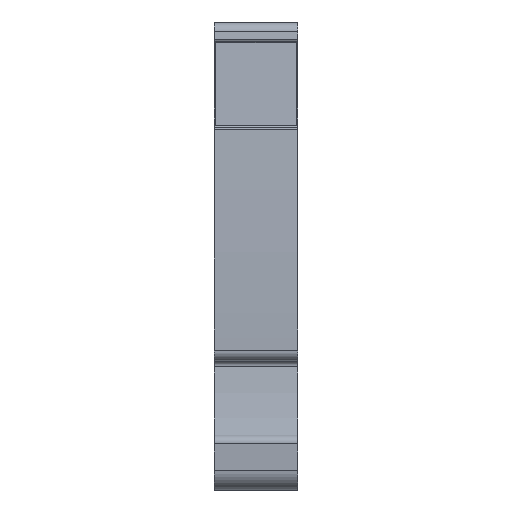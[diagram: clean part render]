
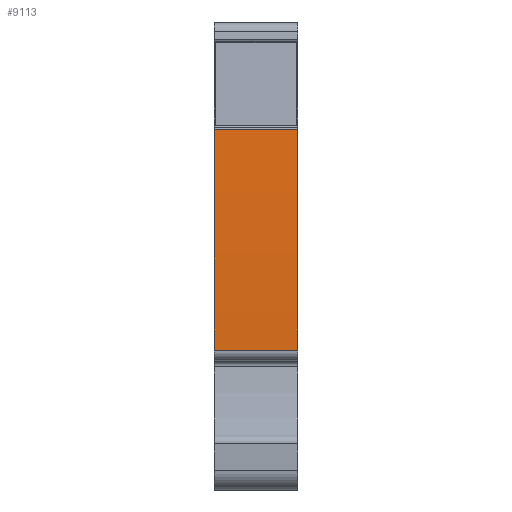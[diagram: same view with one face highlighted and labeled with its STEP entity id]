
A CAD part, front view. The second image highlights one B-rep face of the part: STEP entity #9113.
In plain terms, the highlighted cylindrical face has radius 250 mm (diameter 500 mm), a partial arc.
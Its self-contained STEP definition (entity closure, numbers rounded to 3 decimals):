
#9070=AXIS2_PLACEMENT_3D('Cylinder Axis2P3D',#9067,#9068,#9069) ;
#9074=AXIS2_PLACEMENT_3D('Circle Axis2P3D',#9072,#9073,$) ;
#9083=AXIS2_PLACEMENT_3D('Circle Axis2P3D',#9081,#9082,$) ;
#9088=AXIS2_PLACEMENT_3D('Circle Axis2P3D',#9086,#9087,$) ;
#9095=AXIS2_PLACEMENT_3D('Circle Axis2P3D',#9093,#9094,$) ;
#9041=CARTESIAN_POINT('Line Origine',(4.05,1.529,13.45)) ;
#9045=CARTESIAN_POINT('Vertex',(0.,1.529,13.45)) ;
#9047=CARTESIAN_POINT('Vertex',(8.1,1.529,13.45)) ;
#9067=CARTESIAN_POINT('Axis2P3D Location',(4.05,251.503,17.05)) ;
#9072=CARTESIAN_POINT('Axis2P3D Location',(0.,251.503,17.05)) ;
#9076=CARTESIAN_POINT('Vertex',(0.,2.138,34.861)) ;
#9078=CARTESIAN_POINT('Vertex',(0.,1.503,17.05)) ;
#9081=CARTESIAN_POINT('Axis2P3D Location',(0.,251.503,17.05)) ;
#9086=CARTESIAN_POINT('Axis2P3D Location',(8.1,251.503,17.05)) ;
#9090=CARTESIAN_POINT('Vertex',(8.1,1.503,17.05)) ;
#9093=CARTESIAN_POINT('Axis2P3D Location',(8.1,251.503,17.05)) ;
#9097=CARTESIAN_POINT('Vertex',(8.1,2.138,34.861)) ;
#9100=CARTESIAN_POINT('Line Origine',(4.05,2.138,34.861)) ;
#9042=DIRECTION('Vector Direction',(1.,0.,0.)) ;
#9068=DIRECTION('Axis2P3D Direction',(1.,0.,0.)) ;
#9069=DIRECTION('Axis2P3D XDirection',(0.,-0.994,0.109)) ;
#9073=DIRECTION('Axis2P3D Direction',(1.,0.,0.)) ;
#9082=DIRECTION('Axis2P3D Direction',(1.,0.,0.)) ;
#9087=DIRECTION('Axis2P3D Direction',(1.,0.,0.)) ;
#9094=DIRECTION('Axis2P3D Direction',(1.,0.,0.)) ;
#9101=DIRECTION('Vector Direction',(1.,0.,0.)) ;
#9043=VECTOR('Line Direction',#9042,1.) ;
#9102=VECTOR('Line Direction',#9101,1.) ;
#9106=ORIENTED_EDGE('',*,*,#9080,.T.) ;
#9107=ORIENTED_EDGE('',*,*,#9085,.T.) ;
#9108=ORIENTED_EDGE('',*,*,#9049,.T.) ;
#9109=ORIENTED_EDGE('',*,*,#9092,.F.) ;
#9110=ORIENTED_EDGE('',*,*,#9099,.F.) ;
#9111=ORIENTED_EDGE('',*,*,#9104,.F.) ;
#9113=ADVANCED_FACE('MLD',(#9112),#9071,.T.) ;
#9075=CIRCLE('generated circle',#9074,250.) ;
#9084=CIRCLE('generated circle',#9083,250.) ;
#9089=CIRCLE('generated circle',#9088,250.) ;
#9096=CIRCLE('generated circle',#9095,250.) ;
#9071=CYLINDRICAL_SURFACE('generated cylinder',#9070,250.) ;
#9049=EDGE_CURVE('',#9046,#9048,#9044,.T.) ;
#9080=EDGE_CURVE('',#9077,#9079,#9075,.T.) ;
#9085=EDGE_CURVE('',#9079,#9046,#9084,.T.) ;
#9092=EDGE_CURVE('',#9091,#9048,#9089,.T.) ;
#9099=EDGE_CURVE('',#9098,#9091,#9096,.T.) ;
#9104=EDGE_CURVE('',#9077,#9098,#9103,.T.) ;
#9105=EDGE_LOOP('',(#9106,#9107,#9108,#9109,#9110,#9111)) ;
#9112=FACE_OUTER_BOUND('',#9105,.T.) ;
#9044=LINE('Line',#9041,#9043) ;
#9103=LINE('Line',#9100,#9102) ;
#9046=VERTEX_POINT('',#9045) ;
#9048=VERTEX_POINT('',#9047) ;
#9077=VERTEX_POINT('',#9076) ;
#9079=VERTEX_POINT('',#9078) ;
#9091=VERTEX_POINT('',#9090) ;
#9098=VERTEX_POINT('',#9097) ;
